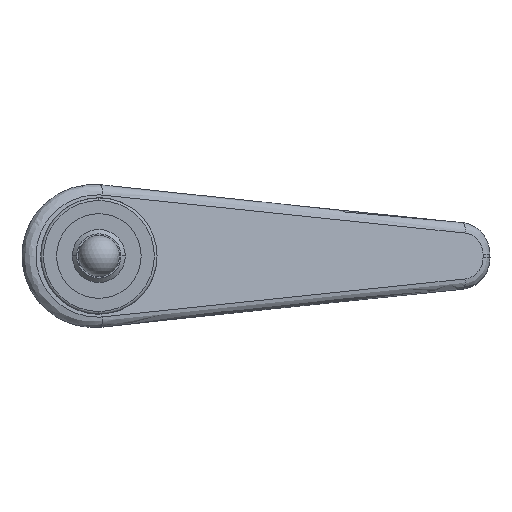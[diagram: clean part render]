
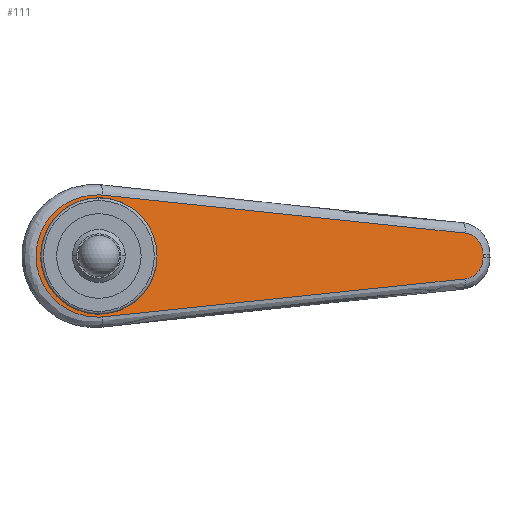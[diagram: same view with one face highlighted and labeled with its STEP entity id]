
A CAD part, front view. The second image highlights one B-rep face of the part: STEP entity #111.
In plain terms, the highlighted planar face has unit normal (0.342, -0.94, 0).
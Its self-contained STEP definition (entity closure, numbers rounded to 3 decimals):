
#111=ADVANCED_FACE('',(#273,#274),#275,.F.);
#273=FACE_OUTER_BOUND('',#496,.T.);
#274=FACE_BOUND('',#497,.T.);
#275=PLANE('',#498);
#496=EDGE_LOOP('',(#1172,#1173,#1174,#1175,#1176,#1177,#1178,#1179));
#497=EDGE_LOOP('',(#1180,#1181));
#498=AXIS2_PLACEMENT_3D('',#1182,#1183,#1184);
#1172=ORIENTED_EDGE('',*,*,#1610,.F.);
#1173=ORIENTED_EDGE('',*,*,#1611,.F.);
#1174=ORIENTED_EDGE('',*,*,#1612,.F.);
#1175=ORIENTED_EDGE('',*,*,#1613,.F.);
#1176=ORIENTED_EDGE('',*,*,#1614,.F.);
#1177=ORIENTED_EDGE('',*,*,#1595,.F.);
#1178=ORIENTED_EDGE('',*,*,#1615,.F.);
#1179=ORIENTED_EDGE('',*,*,#1616,.F.);
#1180=ORIENTED_EDGE('',*,*,#1604,.T.);
#1181=ORIENTED_EDGE('',*,*,#1599,.T.);
#1182=CARTESIAN_POINT('',(12.972,23.722,0.0));
#1183=DIRECTION('',(-0.342,0.94,0.0));
#1184=DIRECTION('',(0.0,0.0,1.0));
#1595=EDGE_CURVE('',#1811,#1813,#1814,.T.);
#1599=EDGE_CURVE('',#1819,#1817,#1820,.T.);
#1604=EDGE_CURVE('',#1817,#1819,#1826,.T.);
#1610=EDGE_CURVE('',#1834,#1835,#1836,.T.);
#1611=EDGE_CURVE('',#1837,#1834,#1838,.T.);
#1612=EDGE_CURVE('',#1839,#1837,#1840,.T.);
#1613=EDGE_CURVE('',#1841,#1839,#1842,.T.);
#1614=EDGE_CURVE('',#1813,#1841,#1843,.T.);
#1615=EDGE_CURVE('',#1844,#1811,#1845,.T.);
#1616=EDGE_CURVE('',#1835,#1844,#1846,.T.);
#1811=VERTEX_POINT('',#2148);
#1813=VERTEX_POINT('',#2150);
#1814=LINE('',#2151,#2152);
#1817=VERTEX_POINT('',#2155);
#1819=VERTEX_POINT('',#2158);
#1820=ELLIPSE('',#2159,11.706,11.0);
#1826=ELLIPSE('',#2166,11.706,11.0);
#1834=VERTEX_POINT('',#2175);
#1835=VERTEX_POINT('',#2176);
#1836=ELLIPSE('',#2177,12.345,11.559);
#1837=VERTEX_POINT('',#2178);
#1838=ELLIPSE('',#2179,12.345,11.559);
#1839=VERTEX_POINT('',#2180);
#1840=ELLIPSE('',#2181,12.345,11.559);
#1841=VERTEX_POINT('',#2182);
#1842=B_SPLINE_CURVE_WITH_KNOTS('',3,(#2183,#2184,#2185,#2186),.UNSPECIFIED.,.F.,.F.,(4,4),(-7.34,-0.002),.UNSPECIFIED.);
#1843=ELLIPSE('',#2187,4.022,4.);
#1844=VERTEX_POINT('',#2188);
#1845=ELLIPSE('',#2189,4.022,4.);
#1846=B_SPLINE_CURVE_WITH_KNOTS('',3,(#2190,#2191,#2192,#2193),.UNSPECIFIED.,.F.,.F.,(4,4),(0.002,7.34),.UNSPECIFIED.);
#2148=CARTESIAN_POINT('',(72.684,45.455,0.335));
#2150=CARTESIAN_POINT('',(72.684,45.455,-0.335));
#2151=CARTESIAN_POINT('',(72.684,45.455,0.));
#2152=VECTOR('',#2640,10.0);
#2155=CARTESIAN_POINT('',(11.0,23.004,0.0));
#2158=CARTESIAN_POINT('',(-11.0,14.996,0.));
#2159=AXIS2_PLACEMENT_3D('',#2645,#2646,#2647);
#2166=AXIS2_PLACEMENT_3D('',#2655,#2656,#2657);
#2175=CARTESIAN_POINT('',(0.,19.0,11.556));
#2176=CARTESIAN_POINT('',(0.663,19.241,11.52));
#2177=AXIS2_PLACEMENT_3D('',#2665,#2666,#2667);
#2178=CARTESIAN_POINT('',(0.,19.0,-11.556));
#2179=AXIS2_PLACEMENT_3D('',#2668,#2669,#2670);
#2180=CARTESIAN_POINT('',(0.663,19.241,-11.52));
#2181=AXIS2_PLACEMENT_3D('',#2671,#2672,#2673);
#2182=CARTESIAN_POINT('',(69.279,44.215,-4.34));
#2183=CARTESIAN_POINT('',(69.279,44.215,-4.34));
#2184=CARTESIAN_POINT('',(46.399,35.888,-6.652));
#2185=CARTESIAN_POINT('',(23.531,27.565,-9.087));
#2186=CARTESIAN_POINT('',(0.663,19.241,-11.52));
#2187=AXIS2_PLACEMENT_3D('',#2674,#2675,#2676);
#2188=CARTESIAN_POINT('',(69.279,44.215,4.34));
#2189=AXIS2_PLACEMENT_3D('',#2677,#2678,#2679);
#2190=CARTESIAN_POINT('',(0.663,19.241,11.52));
#2191=CARTESIAN_POINT('',(23.531,27.565,9.087));
#2192=CARTESIAN_POINT('',(46.399,35.888,6.652));
#2193=CARTESIAN_POINT('',(69.279,44.215,4.34));
#2640=DIRECTION('',(0.,0.,-1.0));
#2645=CARTESIAN_POINT('',(0.,19.0,0.0));
#2646=DIRECTION('',(-0.342,0.94,0.0));
#2647=DIRECTION('',(0.94,0.342,0.0));
#2655=CARTESIAN_POINT('',(0.,19.0,0.0));
#2656=DIRECTION('',(-0.342,0.94,0.0));
#2657=DIRECTION('',(0.94,0.342,0.0));
#2665=CARTESIAN_POINT('',(-0.291,18.894,0.));
#2666=DIRECTION('',(-0.342,0.94,0.));
#2667=DIRECTION('',(0.94,0.342,0.));
#2668=CARTESIAN_POINT('',(-0.291,18.894,0.));
#2669=DIRECTION('',(-0.342,0.94,0.));
#2670=DIRECTION('',(0.94,0.342,0.));
#2671=CARTESIAN_POINT('',(-0.291,18.894,0.));
#2672=DIRECTION('',(-0.342,0.94,0.));
#2673=DIRECTION('',(0.94,0.342,0.));
#2674=CARTESIAN_POINT('',(68.925,44.087,-0.335));
#2675=DIRECTION('',(-0.342,0.94,0.));
#2676=DIRECTION('',(-0.001,-0.001,1.));
#2677=CARTESIAN_POINT('',(68.925,44.087,0.335));
#2678=DIRECTION('',(-0.342,0.94,0.));
#2679=DIRECTION('',(0.001,0.001,1.));
